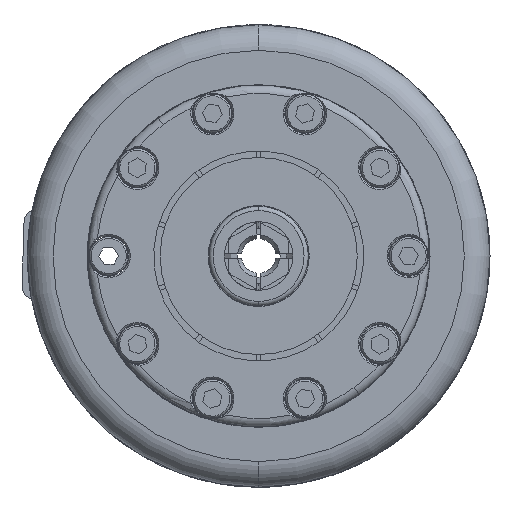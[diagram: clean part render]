
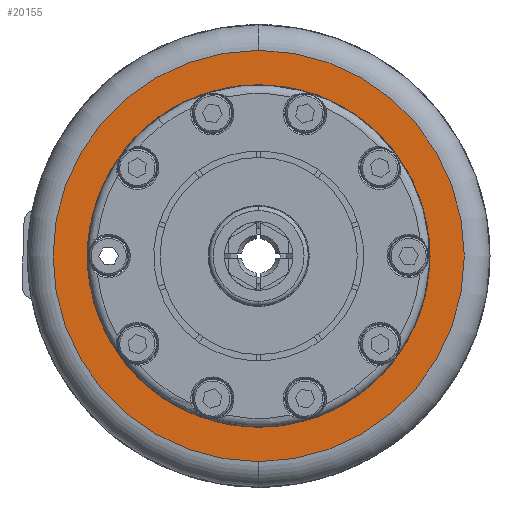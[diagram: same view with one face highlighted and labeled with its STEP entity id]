
A CAD part, left-side view. The second image highlights one B-rep face of the part: STEP entity #20155.
In plain terms, the highlighted planar face has unit normal (-1, 0, 0).
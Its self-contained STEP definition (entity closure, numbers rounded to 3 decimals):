
#832 = DIRECTION ( 'NONE',  ( -1., 0., 0. ) ) ;
#1500 = DIRECTION ( 'NONE',  ( -1., 0., 0. ) ) ;
#2570 = AXIS2_PLACEMENT_3D ( 'NONE', #17495, #21620, #15207 ) ;
#3743 = DIRECTION ( 'NONE',  ( 0., 0., 1. ) ) ;
#3809 = CARTESIAN_POINT ( 'NONE',  ( 88.5, 0., 0. ) ) ;
#4837 = VERTEX_POINT ( 'NONE', #25533 ) ;
#4909 = CIRCLE ( 'NONE', #26523, 24. ) ;
#5853 = CARTESIAN_POINT ( 'NONE',  ( 88.5, 0., 0. ) ) ;
#5979 = CARTESIAN_POINT ( 'NONE',  ( 88.5, 0., 20. ) ) ;
#6054 = FACE_BOUND ( 'NONE', #18664, .T. ) ;
#7225 = EDGE_CURVE ( 'NONE', #26753, #24589, #4909, .T. ) ;
#7847 = ORIENTED_EDGE ( 'NONE', *, *, #14953, .T. ) ;
#7905 = CARTESIAN_POINT ( 'NONE',  ( 88.5, 0., 0. ) ) ;
#8021 = EDGE_CURVE ( 'NONE', #4837, #19766, #14390, .T. ) ;
#8454 = AXIS2_PLACEMENT_3D ( 'NONE', #3809, #26866, #22994 ) ;
#9553 = CIRCLE ( 'NONE', #8454, 24. ) ;
#9937 = DIRECTION ( 'NONE',  ( 0., 0., 1. ) ) ;
#10345 = FACE_OUTER_BOUND ( 'NONE', #16741, .T. ) ;
#12072 = EDGE_CURVE ( 'NONE', #19766, #4837, #23413, .T. ) ;
#13707 = AXIS2_PLACEMENT_3D ( 'NONE', #7905, #1500, #9937 ) ;
#14365 = ORIENTED_EDGE ( 'NONE', *, *, #8021, .F. ) ;
#14377 = CARTESIAN_POINT ( 'NONE',  ( 88.5, 0., -24. ) ) ;
#14390 = CIRCLE ( 'NONE', #13707, 20. ) ;
#14953 = EDGE_CURVE ( 'NONE', #24589, #26753, #9553, .T. ) ;
#15207 = DIRECTION ( 'NONE',  ( 0., 0., -1. ) ) ;
#15739 = DIRECTION ( 'NONE',  ( 0., 0., -1. ) ) ;
#16741 = EDGE_LOOP ( 'NONE', ( #7847, #23376 ) ) ;
#16862 = AXIS2_PLACEMENT_3D ( 'NONE', #5853, #22109, #3743 ) ;
#17495 = CARTESIAN_POINT ( 'NONE',  ( 88.5, 20., 0. ) ) ;
#18664 = EDGE_LOOP ( 'NONE', ( #20708, #14365 ) ) ;
#19766 = VERTEX_POINT ( 'NONE', #5979 ) ;
#20155 = ADVANCED_FACE ( 'NONE', ( #10345, #6054 ), #21352, .F. ) ;
#20642 = CARTESIAN_POINT ( 'NONE',  ( 88.5, 0., 24. ) ) ;
#20708 = ORIENTED_EDGE ( 'NONE', *, *, #12072, .F. ) ;
#21352 = PLANE ( 'NONE',  #2570 ) ;
#21620 = DIRECTION ( 'NONE',  ( 1., 0., 0. ) ) ;
#22109 = DIRECTION ( 'NONE',  ( -1., 0., 0. ) ) ;
#22994 = DIRECTION ( 'NONE',  ( 0., 0., -1. ) ) ;
#23376 = ORIENTED_EDGE ( 'NONE', *, *, #7225, .T. ) ;
#23413 = CIRCLE ( 'NONE', #16862, 20. ) ;
#24589 = VERTEX_POINT ( 'NONE', #14377 ) ;
#25533 = CARTESIAN_POINT ( 'NONE',  ( 88.5, 0., -20. ) ) ;
#26292 = CARTESIAN_POINT ( 'NONE',  ( 88.5, 0., 0. ) ) ;
#26523 = AXIS2_PLACEMENT_3D ( 'NONE', #26292, #832, #15739 ) ;
#26753 = VERTEX_POINT ( 'NONE', #20642 ) ;
#26866 = DIRECTION ( 'NONE',  ( -1., 0., 0. ) ) ;
